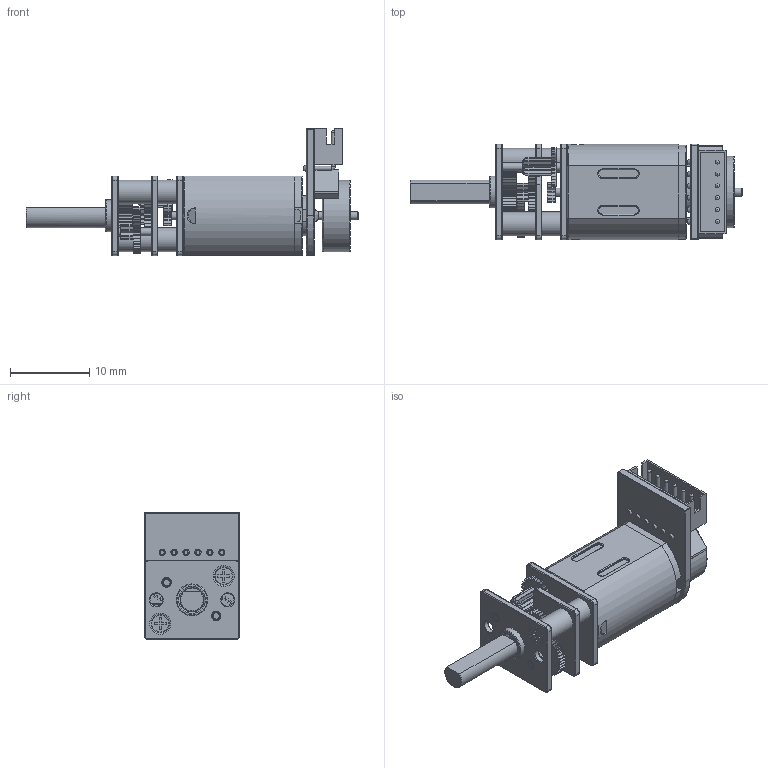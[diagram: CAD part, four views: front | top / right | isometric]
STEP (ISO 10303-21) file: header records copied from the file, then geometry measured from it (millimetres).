
FILE_DESCRIPTION(/* description */ ('','CAx-IF Rec.Pracs.---Representation and Presentation of Product Manufacturing Information (PMI)---4.0---2014-10-13'),/* implementation_level */ '2;1');
FILE_NAME(/* name */ 'N20-ENC.step',/* time_stamp */ '2025-02-04T19:17:23-08:00',/* author */ (''),/* organization */ (''),/* preprocessor_version */ 'ST-DEVELOPER v20',/* originating_system */ 'Autodesk Translation Framework v13.20.0.188',/* authorisation */ '');
FILE_SCHEMA (('AP242_MANAGED_MODEL_BASED_3D_ENGINEERING_MIM_LF { 1 0 10303 442 1 1 4 }'));
Length unit declared in the file: centimetre
Products named in the file (1): N20
Bounding box: 41.8 x 12 x 16 mm (x, y, z)
Volume: 2613.4 mm3; surface area: 3833.4 mm2
Topology: 43 solids, 43 shells, 1233 faces, 3279 edges, 2132 vertices
Faces by surface type: plane 865, cylinder 248, torus 86, bspline 20, cone 10, sphere 4
Full cylindrical faces by diameter (mm): 0.5 x12, 0.8 x8, 1 x15, 1.2 x2, 1.4 x8, 1.6 x2, 3 x6, 4 x4, 5 x1, 5.4 x1, 9 x1
Entity records: 38688 total; most frequent: CARTESIAN_POINT 7395, ORIENTED_EDGE 6526, DIRECTION 6350, EDGE_CURVE 3263, LINE 2552, VECTOR 2552, VERTEX_POINT 2132, AXIS2_PLACEMENT_3D 1899
